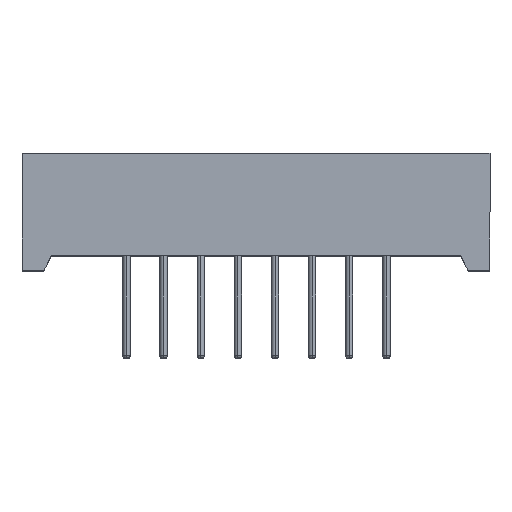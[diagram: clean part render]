
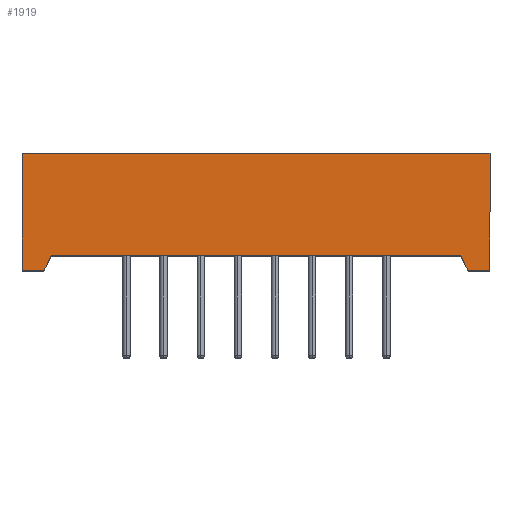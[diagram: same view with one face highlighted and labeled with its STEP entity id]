
A CAD part, top view. The second image highlights one B-rep face of the part: STEP entity #1919.
In plain terms, the highlighted planar face has unit normal (0, 0, 1).
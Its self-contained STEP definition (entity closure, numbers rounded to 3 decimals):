
#37 = VERTEX_POINT ( 'NONE', #4759 ) ;
#195 = FACE_OUTER_BOUND ( 'NONE', #6815, .T. ) ;
#290 = DIRECTION ( 'NONE',  ( 1., 0., 0. ) ) ;
#308 = CARTESIAN_POINT ( 'NONE',  ( -16., 0., 16. ) ) ;
#415 = CARTESIAN_POINT ( 'NONE',  ( 16., 8., 16. ) ) ;
#500 = VERTEX_POINT ( 'NONE', #3675 ) ;
#563 = ORIENTED_EDGE ( 'NONE', *, *, #7427, .T. ) ;
#585 = LINE ( 'NONE', #3900, #8217 ) ;
#753 = CARTESIAN_POINT ( 'NONE',  ( 16., 0., 16. ) ) ;
#1497 = VERTEX_POINT ( 'NONE', #2214 ) ;
#1504 = CARTESIAN_POINT ( 'NONE',  ( 14., 1., 16. ) ) ;
#1536 = VERTEX_POINT ( 'NONE', #308 ) ;
#1567 = CARTESIAN_POINT ( 'NONE',  ( -16., 8., 16. ) ) ;
#1901 = CARTESIAN_POINT ( 'NONE',  ( 14.5, 0., 16. ) ) ;
#1919 = ADVANCED_FACE ( 'NONE', ( #195 ), #5744, .F. ) ;
#1982 = ORIENTED_EDGE ( 'NONE', *, *, #5212, .F. ) ;
#1990 = DIRECTION ( 'NONE',  ( 1., 0., 0. ) ) ;
#2214 = CARTESIAN_POINT ( 'NONE',  ( -14., 1., 16. ) ) ;
#2558 = CARTESIAN_POINT ( 'NONE',  ( -14., 1., 16. ) ) ;
#2594 = CARTESIAN_POINT ( 'NONE',  ( -16., 0., 16. ) ) ;
#2899 = VECTOR ( 'NONE', #4124, 1000. ) ;
#2907 = VERTEX_POINT ( 'NONE', #5477 ) ;
#3057 = CARTESIAN_POINT ( 'NONE',  ( -16., 8., 16. ) ) ;
#3076 = LINE ( 'NONE', #2558, #2899 ) ;
#3117 = ORIENTED_EDGE ( 'NONE', *, *, #3746, .F. ) ;
#3235 = LINE ( 'NONE', #415, #7692 ) ;
#3457 = EDGE_CURVE ( 'NONE', #500, #7281, #3235, .T. ) ;
#3675 = CARTESIAN_POINT ( 'NONE',  ( 16., 8., 16. ) ) ;
#3746 = EDGE_CURVE ( 'NONE', #1497, #2907, #3076, .T. ) ;
#3894 = CARTESIAN_POINT ( 'NONE',  ( -16., 8., 16. ) ) ;
#3900 = CARTESIAN_POINT ( 'NONE',  ( -16., 8., 16. ) ) ;
#4098 = ORIENTED_EDGE ( 'NONE', *, *, #3457, .F. ) ;
#4124 = DIRECTION ( 'NONE',  ( -0.447, -0.894, 0. ) ) ;
#4208 = EDGE_CURVE ( 'NONE', #37, #4427, #5726, .T. ) ;
#4427 = VERTEX_POINT ( 'NONE', #1901 ) ;
#4433 = ORIENTED_EDGE ( 'NONE', *, *, #8605, .F. ) ;
#4437 = LINE ( 'NONE', #7204, #7754 ) ;
#4759 = CARTESIAN_POINT ( 'NONE',  ( 14., 1., 16. ) ) ;
#4917 = DIRECTION ( 'NONE',  ( 0.447, -0.894, 0. ) ) ;
#5111 = DIRECTION ( 'NONE',  ( 0., 1., 0. ) ) ;
#5212 = EDGE_CURVE ( 'NONE', #2907, #1536, #5377, .T. ) ;
#5248 = DIRECTION ( 'NONE',  ( 1., 0., 0. ) ) ;
#5327 = DIRECTION ( 'NONE',  ( -1., 0., 0. ) ) ;
#5377 = LINE ( 'NONE', #7290, #8319 ) ;
#5477 = CARTESIAN_POINT ( 'NONE',  ( -14.5, 0., 16. ) ) ;
#5726 = LINE ( 'NONE', #1504, #6842 ) ;
#5744 = PLANE ( 'NONE',  #6222 ) ;
#5950 = VERTEX_POINT ( 'NONE', #3894 ) ;
#6109 = LINE ( 'NONE', #2594, #8044 ) ;
#6222 = AXIS2_PLACEMENT_3D ( 'NONE', #3057, #8612, #8514 ) ;
#6321 = VECTOR ( 'NONE', #5111, 1000. ) ;
#6815 = EDGE_LOOP ( 'NONE', ( #3117, #563, #7989, #8769, #4098, #4433, #7334, #1982 ) ) ;
#6842 = VECTOR ( 'NONE', #4917, 1000. ) ;
#7204 = CARTESIAN_POINT ( 'NONE',  ( -14., 1., 16. ) ) ;
#7281 = VERTEX_POINT ( 'NONE', #753 ) ;
#7290 = CARTESIAN_POINT ( 'NONE',  ( -16., 0., 16. ) ) ;
#7334 = ORIENTED_EDGE ( 'NONE', *, *, #8089, .F. ) ;
#7427 = EDGE_CURVE ( 'NONE', #1497, #37, #4437, .T. ) ;
#7437 = EDGE_CURVE ( 'NONE', #4427, #7281, #6109, .T. ) ;
#7467 = DIRECTION ( 'NONE',  ( 0., -1., 0. ) ) ;
#7692 = VECTOR ( 'NONE', #7467, 1000. ) ;
#7754 = VECTOR ( 'NONE', #290, 1000. ) ;
#7989 = ORIENTED_EDGE ( 'NONE', *, *, #4208, .T. ) ;
#8044 = VECTOR ( 'NONE', #5248, 1000. ) ;
#8089 = EDGE_CURVE ( 'NONE', #1536, #5950, #8477, .T. ) ;
#8217 = VECTOR ( 'NONE', #1990, 1000. ) ;
#8319 = VECTOR ( 'NONE', #5327, 1000. ) ;
#8477 = LINE ( 'NONE', #1567, #6321 ) ;
#8514 = DIRECTION ( 'NONE',  ( -1., 0., 0. ) ) ;
#8605 = EDGE_CURVE ( 'NONE', #5950, #500, #585, .T. ) ;
#8612 = DIRECTION ( 'NONE',  ( 0., 0., -1. ) ) ;
#8769 = ORIENTED_EDGE ( 'NONE', *, *, #7437, .T. ) ;
